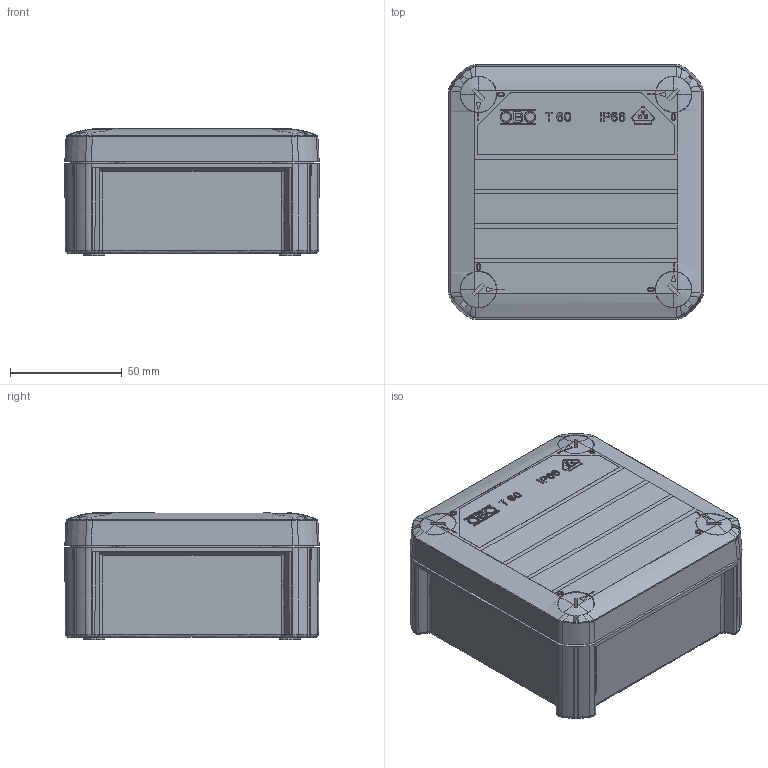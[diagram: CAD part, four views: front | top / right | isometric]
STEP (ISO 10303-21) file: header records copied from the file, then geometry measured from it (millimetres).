
FILE_DESCRIPTION(/* description */ (''),/* implementation_level */ '2;1');
FILE_NAME(/* name */ '2007239',/* time_stamp */ '2014-11-21T16:44:37+01:00',/* author */ (''),/* organization */ (''),/* preprocessor_version */ 'ST-DEVELOPER v15',/* originating_system */ '',/* authorisation */ '');
FILE_SCHEMA (('AUTOMOTIVE_DESIGN'));
Length unit declared in the file: millimetre
Products named in the file (2): Document; Block 02
Assembly tree (1 placements, depth 2):
  Document
    Block 02
Bounding box: 114 x 114 x 57.01 mm (x, y, z)
Volume: 111780 mm3; surface area: 113173.2 mm2
Topology: 5 solids, 6 shells, 1848 faces, 4996 edges, 3192 vertices
Faces by surface type: bspline 1043, plane 805
Entity records: 94312 total; most frequent: CARTESIAN_POINT 64137, ORIENTED_EDGE 9940, EDGE_CURVE 4975, B_SPLINE_CURVE_WITH_KNOTS 3647, VERTEX_POINT 3192, EDGE_LOOP 1928, ADVANCED_FACE 1848, FACE_OUTER_BOUND 1848
